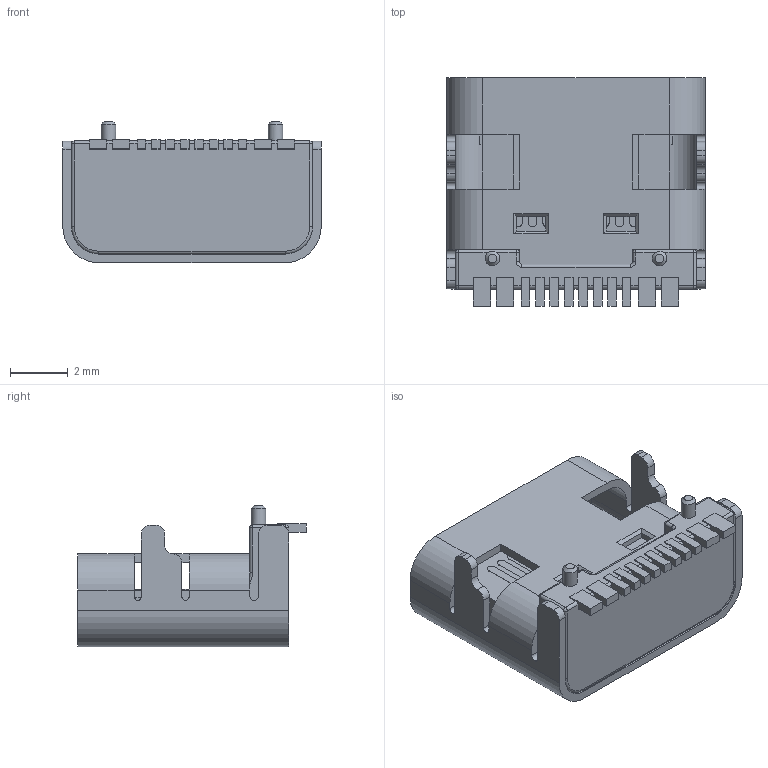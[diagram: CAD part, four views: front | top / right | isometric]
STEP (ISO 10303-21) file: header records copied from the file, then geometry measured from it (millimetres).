
FILE_DESCRIPTION(/* description */ ('STEP AP242','CAx-IF Rec.Pracs.---Representation and Presentation of Product Manufacturing Information (PMI)---4.0---2014-10-13','CAx-IF Rec.Pracs.---3D Tessellated Geometry---0.4---2014-09-14','2;1'),/* implementation_level */ '2;1');
FILE_NAME(/* name */ '64e2528ebbad9f19c1b5b9d4',/* time_stamp */ '2023-08-20T17:51:10Z',/* author */ (''),/* organization */ (''),/* preprocessor_version */ 'ST-DEVELOPER v19.4',/* originating_system */ ' ',/* authorisation */ ' ');
FILE_SCHEMA (('AP242_MANAGED_MODEL_BASED_3D_ENGINEERING_MIM_LF { 1 0 10303 442 1 1 4 }'));
Length unit declared in the file: metre
Products named in the file (24): USB Type C Port (SMD Type)
Bounding box: 8.94 x 7.9 x 4.89 mm (x, y, z)
Volume: 124.3 mm3; surface area: 582.7 mm2
Topology: 24 solids, 24 shells, 382 faces, 954 edges, 607 vertices
Faces by surface type: plane 265, cylinder 91, torus 12, sphere 6, cone 6, bspline 2
Full cylindrical faces by diameter (mm): 0.5 x2
Entity records: 11888 total; most frequent: CARTESIAN_POINT 2011, DIRECTION 1939, ORIENTED_EDGE 1878, EDGE_CURVE 939, LINE 735, VECTOR 735, VERTEX_POINT 604, AXIS2_PLACEMENT_3D 602
